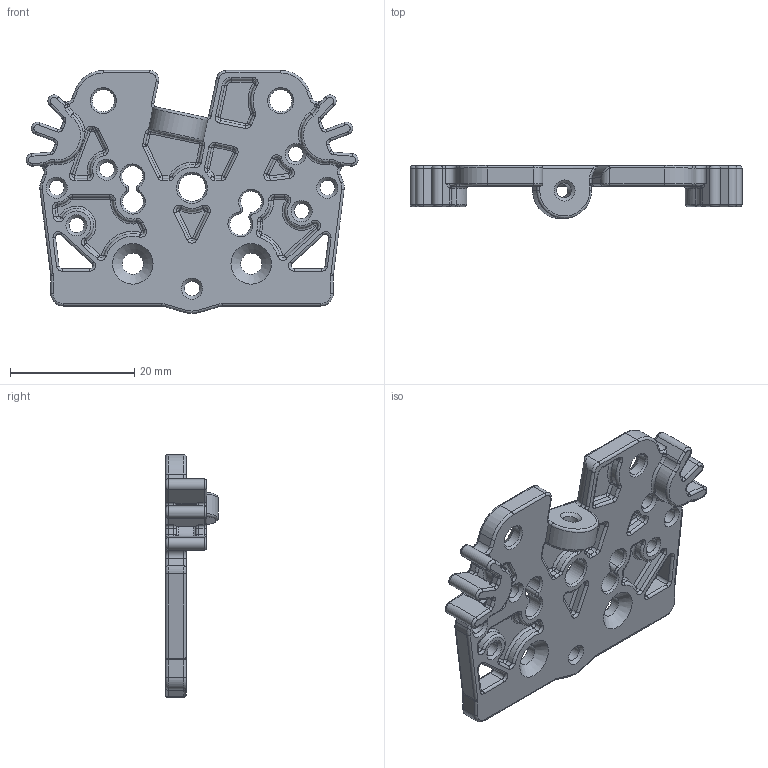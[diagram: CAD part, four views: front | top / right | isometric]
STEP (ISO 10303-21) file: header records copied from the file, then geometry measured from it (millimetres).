
FILE_DESCRIPTION(/* description */ (''),/* implementation_level */ '2;1');
FILE_NAME(/* name */ 'Takeoff v2.1 Top Plate A Purrrfect Edition.step',/* time_stamp */ '2024-09-03T19:11:15-04:00',/* author */ (''),/* organization */ (''),/* preprocessor_version */ 'ST-DEVELOPER v20',/* originating_system */ 'Autodesk Translation Framework v13.14.0.145',/* authorisation */ '');
FILE_SCHEMA (('AUTOMOTIVE_DESIGN { 1 0 10303 214 3 1 1 }'));
Length unit declared in the file: millimetre
Products named in the file (1): Takeoff v2.1 Top Plate A Purrrfect Edition
Bounding box: 53.34 x 8.5 x 39.05 mm (x, y, z)
Volume: 4748.3 mm3; surface area: 4930.1 mm2
Topology: 1 solids, 1 shells, 751 faces, 1764 edges, 1007 vertices
Faces by surface type: cylinder 309, torus 199, bspline 106, plane 95, cone 42
Full cylindrical faces by diameter (mm): 2.4 x8, 3.4 x2, 3.6 x2, 4.4 x1
Entity records: 23604 total; most frequent: CARTESIAN_POINT 6254, DIRECTION 3972, ORIENTED_EDGE 3506, EDGE_CURVE 1753, AXIS2_PLACEMENT_3D 1688, CIRCLE 1012, VERTEX_POINT 1007, EDGE_LOOP 792
